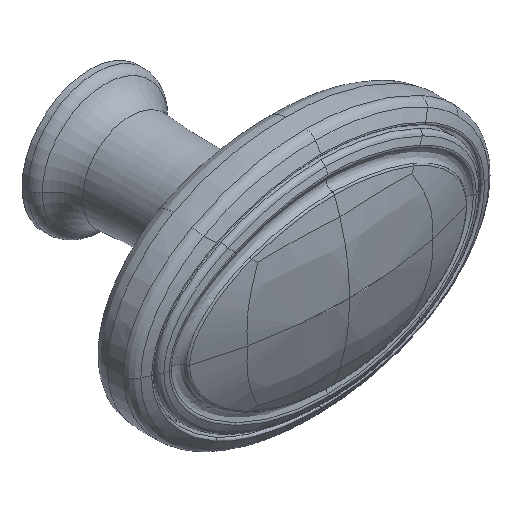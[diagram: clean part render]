
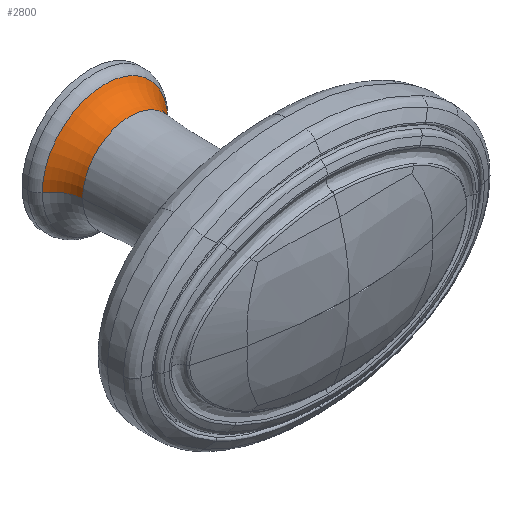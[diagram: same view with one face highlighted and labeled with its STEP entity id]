
A CAD part, isometric view. The second image highlights one B-rep face of the part: STEP entity #2800.
In plain terms, the highlighted toroidal (fillet/blend) face has major radius 7.191 mm and minor radius 3 mm.
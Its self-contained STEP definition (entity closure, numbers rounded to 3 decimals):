
#600=CARTESIAN_POINT('',(27.691,0.,6.582));
#610=VERTEX_POINT('',#600);
#2330=CARTESIAN_POINT('',(19.282,0.,6.582));
#2340=VERTEX_POINT('',#2330);
#2370=CARTESIAN_POINT('',(23.486,0.,6.582));
#2380=DIRECTION('',(0.,0.,1.));
#2390=DIRECTION('',(-1.,0.,0.));
#2400=AXIS2_PLACEMENT_3D('',#2370,#2380,#2390);
#2410=CIRCLE('',#2400,4.204);
#2420=EDGE_CURVE('',#610,#2340,#2410,.T.);
#2470=CARTESIAN_POINT('',(23.486,0.,6.867));
#2480=DIRECTION('',(0.,0.,1.));
#2490=DIRECTION('',(-1.,0.,0.));
#2500=AXIS2_PLACEMENT_3D('',#2470,#2480,#2490);
#2510=TOROIDAL_SURFACE('',#2500,7.191,3.);
#2520=CARTESIAN_POINT('',(30.677,0.,6.867));
#2530=DIRECTION('',(0.,1.,0.));
#2540=DIRECTION('',(-1.,0.,0.));
#2550=AXIS2_PLACEMENT_3D('',#2520,#2530,#2540);
#2560=CIRCLE('',#2550,3.);
#2570=CARTESIAN_POINT('',(29.034,0.,4.357));
#2580=VERTEX_POINT('',#2570);
#2590=EDGE_CURVE('',#2580,#610,#2560,.T.);
#2600=ORIENTED_EDGE('',*,*,#2590,.F.);
#2610=ORIENTED_EDGE('',*,*,#2420,.F.);
#2620=CARTESIAN_POINT('',(16.296,0.,6.867));
#2630=DIRECTION('',(0.,-1.,0.));
#2640=DIRECTION('',(1.,0.,0.));
#2650=AXIS2_PLACEMENT_3D('',#2620,#2630,#2640);
#2660=CIRCLE('',#2650,3.);
#2670=CARTESIAN_POINT('',(17.939,0.,4.357));
#2680=VERTEX_POINT('',#2670);
#2690=EDGE_CURVE('',#2680,#2340,#2660,.T.);
#2700=ORIENTED_EDGE('',*,*,#2690,.T.);
#2710=CARTESIAN_POINT('',(23.486,0.,4.357));
#2720=DIRECTION('',(0.,0.,1.));
#2730=DIRECTION('',(-1.,0.,0.));
#2740=AXIS2_PLACEMENT_3D('',#2710,#2720,#2730);
#2750=CIRCLE('',#2740,5.548);
#2760=EDGE_CURVE('',#2580,#2680,#2750,.T.);
#2770=ORIENTED_EDGE('',*,*,#2760,.T.);
#2780=EDGE_LOOP('',(#2770,#2700,#2610,#2600));
#2790=FACE_OUTER_BOUND('',#2780,.T.);
#2800=ADVANCED_FACE('',(#2790),#2510,.F.);
